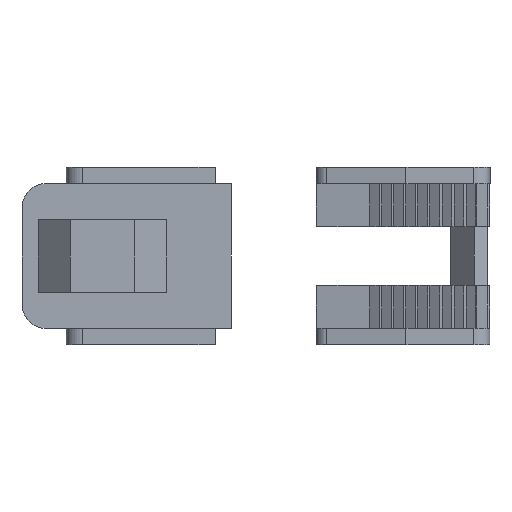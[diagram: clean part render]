
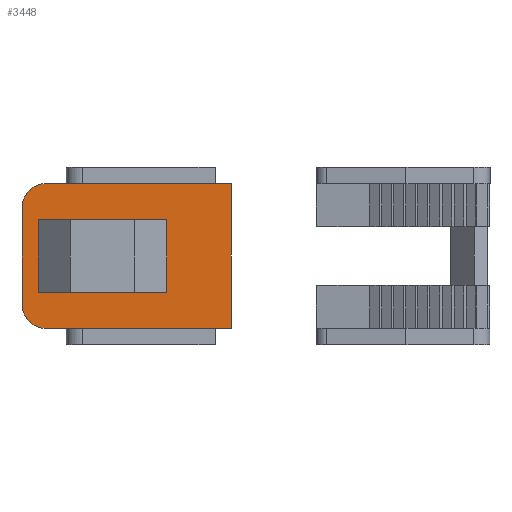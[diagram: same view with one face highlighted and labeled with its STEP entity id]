
A CAD part, front view. The second image highlights one B-rep face of the part: STEP entity #3448.
In plain terms, the highlighted planar face has unit normal (0, -1, 0).
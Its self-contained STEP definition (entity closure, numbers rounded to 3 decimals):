
#68=FACE_BOUND('',#308,.T.);
#71=CIRCLE('',#3661,3.);
#72=CIRCLE('',#3662,3.);
#73=CIRCLE('',#3663,5.);
#74=CIRCLE('',#3664,5.);
#128=FACE_OUTER_BOUND('',#307,.T.);
#307=EDGE_LOOP('',(#2270,#2271,#2272,#2273,#2274,#2275));
#308=EDGE_LOOP('',(#2276,#2277,#2278,#2279,#2280,#2281));
#498=LINE('',#4886,#954);
#499=LINE('',#4890,#955);
#500=LINE('',#4892,#956);
#501=LINE('',#4893,#957);
#502=LINE('',#4896,#958);
#503=LINE('',#4900,#959);
#504=LINE('',#4902,#960);
#505=LINE('',#4905,#961);
#954=VECTOR('',#3928,1000.);
#955=VECTOR('',#3931,1000.);
#956=VECTOR('',#3932,1000.);
#957=VECTOR('',#3933,1000.);
#958=VECTOR('',#3934,1000.);
#959=VECTOR('',#3937,1000.);
#960=VECTOR('',#3938,1000.);
#961=VECTOR('',#3941,1000.);
#1410=VERTEX_POINT('',#4882);
#1411=VERTEX_POINT('',#4883);
#1412=VERTEX_POINT('',#4885);
#1413=VERTEX_POINT('',#4887);
#1414=VERTEX_POINT('',#4889);
#1415=VERTEX_POINT('',#4891);
#1416=VERTEX_POINT('',#4894);
#1417=VERTEX_POINT('',#4895);
#1418=VERTEX_POINT('',#4897);
#1419=VERTEX_POINT('',#4899);
#1420=VERTEX_POINT('',#4901);
#1421=VERTEX_POINT('',#4903);
#1752=EDGE_CURVE('',#1410,#1411,#71,.T.);
#1753=EDGE_CURVE('',#1410,#1412,#498,.T.);
#1754=EDGE_CURVE('',#1413,#1412,#72,.T.);
#1755=EDGE_CURVE('',#1413,#1414,#499,.T.);
#1756=EDGE_CURVE('',#1415,#1414,#500,.T.);
#1757=EDGE_CURVE('',#1411,#1415,#501,.T.);
#1758=EDGE_CURVE('',#1416,#1417,#502,.T.);
#1759=EDGE_CURVE('',#1417,#1418,#73,.T.);
#1760=EDGE_CURVE('',#1418,#1419,#503,.T.);
#1761=EDGE_CURVE('',#1419,#1420,#504,.T.);
#1762=EDGE_CURVE('',#1420,#1421,#74,.T.);
#1763=EDGE_CURVE('',#1421,#1416,#505,.T.);
#2270=ORIENTED_EDGE('',*,*,#1752,.F.);
#2271=ORIENTED_EDGE('',*,*,#1753,.T.);
#2272=ORIENTED_EDGE('',*,*,#1754,.F.);
#2273=ORIENTED_EDGE('',*,*,#1755,.T.);
#2274=ORIENTED_EDGE('',*,*,#1756,.F.);
#2275=ORIENTED_EDGE('',*,*,#1757,.F.);
#2276=ORIENTED_EDGE('',*,*,#1758,.T.);
#2277=ORIENTED_EDGE('',*,*,#1759,.T.);
#2278=ORIENTED_EDGE('',*,*,#1760,.T.);
#2279=ORIENTED_EDGE('',*,*,#1761,.T.);
#2280=ORIENTED_EDGE('',*,*,#1762,.T.);
#2281=ORIENTED_EDGE('',*,*,#1763,.T.);
#3297=PLANE('',#3660);
#3448=ADVANCED_FACE('',(#128,#68),#3297,.T.);
#3660=AXIS2_PLACEMENT_3D('',#4881,#3924,#3925);
#3661=AXIS2_PLACEMENT_3D('',#4884,#3926,#3927);
#3662=AXIS2_PLACEMENT_3D('',#4888,#3929,#3930);
#3663=AXIS2_PLACEMENT_3D('',#4898,#3935,#3936);
#3664=AXIS2_PLACEMENT_3D('',#4904,#3939,#3940);
#3924=DIRECTION('center_axis',(0.,-1.,0.));
#3925=DIRECTION('ref_axis',(0.,0.,-1.));
#3926=DIRECTION('center_axis',(0.,1.,0.));
#3927=DIRECTION('ref_axis',(1.,0.,0.));
#3928=DIRECTION('',(0.,0.,-1.));
#3929=DIRECTION('center_axis',(0.,1.,0.));
#3930=DIRECTION('ref_axis',(1.,0.,0.));
#3931=DIRECTION('',(1.,0.,0.));
#3932=DIRECTION('',(0.,0.,-1.));
#3933=DIRECTION('',(1.,0.,0.));
#3934=DIRECTION('',(-1.,0.,0.));
#3935=DIRECTION('center_axis',(0.,1.,0.));
#3936=DIRECTION('ref_axis',(1.,0.,0.));
#3937=DIRECTION('',(0.,0.,1.));
#3938=DIRECTION('',(1.,0.,0.));
#3939=DIRECTION('center_axis',(0.,1.,0.));
#3940=DIRECTION('ref_axis',(1.,0.,0.));
#3941=DIRECTION('',(0.,0.,-1.));
#4881=CARTESIAN_POINT('Origin',(-10.,-5.,9.));
#4882=CARTESIAN_POINT('',(-10.,-5.,6.));
#4883=CARTESIAN_POINT('',(-7.,-5.,9.));
#4884=CARTESIAN_POINT('Origin',(-7.,-5.,6.));
#4885=CARTESIAN_POINT('',(-10.,-5.,-6.));
#4886=CARTESIAN_POINT('',(-10.,-5.,9.));
#4887=CARTESIAN_POINT('',(-7.,-5.,-9.));
#4888=CARTESIAN_POINT('Origin',(-7.,-5.,-6.));
#4889=CARTESIAN_POINT('',(16.,-5.,-9.));
#4890=CARTESIAN_POINT('',(-10.,-5.,-9.));
#4891=CARTESIAN_POINT('',(16.,-5.,9.));
#4892=CARTESIAN_POINT('',(16.,-5.,9.));
#4893=CARTESIAN_POINT('',(-10.,-5.,9.));
#4894=CARTESIAN_POINT('',(5.,-5.,-4.5));
#4895=CARTESIAN_POINT('',(0.,-5.,-4.5));
#4896=CARTESIAN_POINT('',(5.,-5.,-4.5));
#4897=CARTESIAN_POINT('',(-5.,-5.,0.5));
#4898=CARTESIAN_POINT('Origin',(0.,-5.,0.5));
#4899=CARTESIAN_POINT('',(-5.,-5.,4.5));
#4900=CARTESIAN_POINT('',(-5.,-5.,0.5));
#4901=CARTESIAN_POINT('',(0.,-5.,4.5));
#4902=CARTESIAN_POINT('',(-5.,-5.,4.5));
#4903=CARTESIAN_POINT('',(5.,-5.,-0.5));
#4904=CARTESIAN_POINT('Origin',(0.,-5.,-0.5));
#4905=CARTESIAN_POINT('',(5.,-5.,-0.5));
